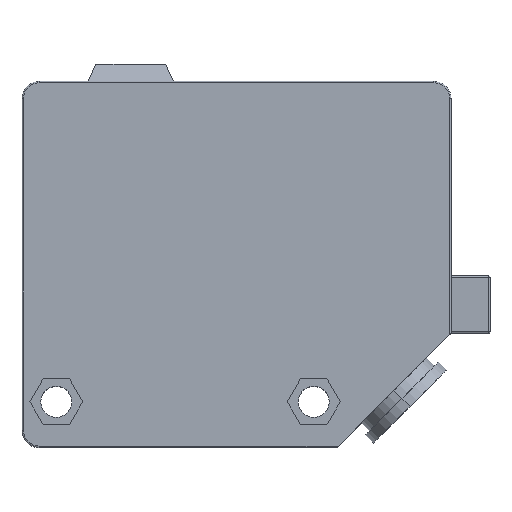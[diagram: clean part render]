
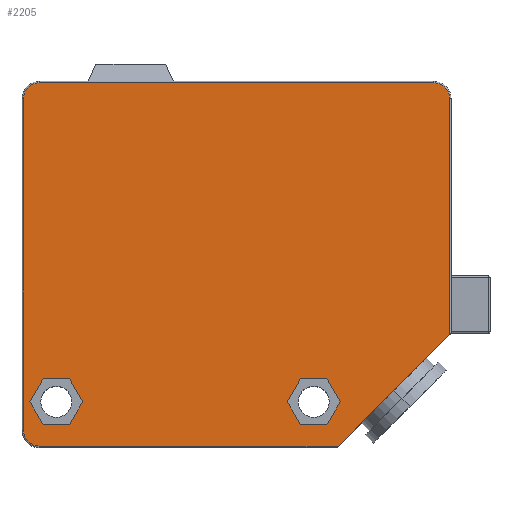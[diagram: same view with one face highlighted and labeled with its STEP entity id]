
A CAD part, top view. The second image highlights one B-rep face of the part: STEP entity #2205.
In plain terms, the highlighted planar face has unit normal (0, 0, 1).
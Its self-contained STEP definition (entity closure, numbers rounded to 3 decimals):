
#56=DIRECTION('',(-0.5,-0.866,0.));
#57=VECTOR('',#56,4.619);
#58=CARTESIAN_POINT('',(-33.809,-20.,12.5));
#59=LINE('',#58,#57);
#64=DIRECTION('',(0.5,-0.866,0.));
#65=VECTOR('',#64,4.619);
#66=CARTESIAN_POINT('',(-36.119,-24.,12.5));
#67=LINE('',#66,#65);
#71=DIRECTION('',(1.,0.,0.));
#72=VECTOR('',#71,4.619);
#73=CARTESIAN_POINT('',(-33.809,-28.,12.5));
#74=LINE('',#73,#72);
#78=DIRECTION('',(0.5,0.866,0.));
#79=VECTOR('',#78,4.619);
#80=CARTESIAN_POINT('',(-29.191,-28.,12.5));
#81=LINE('',#80,#79);
#85=DIRECTION('',(-0.5,0.866,0.));
#86=VECTOR('',#85,4.619);
#87=CARTESIAN_POINT('',(-26.881,-24.,12.5));
#88=LINE('',#87,#86);
#92=DIRECTION('',(-1.,0.,0.));
#93=VECTOR('',#92,4.619);
#94=CARTESIAN_POINT('',(-29.191,-20.,12.5));
#95=LINE('',#94,#93);
#99=DIRECTION('',(-0.5,-0.866,0.));
#100=VECTOR('',#99,4.619);
#101=CARTESIAN_POINT('',(11.191,-20.,12.5));
#102=LINE('',#101,#100);
#106=DIRECTION('',(0.5,-0.866,0.));
#107=VECTOR('',#106,4.619);
#108=CARTESIAN_POINT('',(8.881,-24.,12.5));
#109=LINE('',#108,#107);
#113=DIRECTION('',(1.,0.,0.));
#114=VECTOR('',#113,4.619);
#115=CARTESIAN_POINT('',(11.191,-28.,12.5));
#116=LINE('',#115,#114);
#120=DIRECTION('',(0.5,0.866,0.));
#121=VECTOR('',#120,4.619);
#122=CARTESIAN_POINT('',(15.809,-28.,12.5));
#123=LINE('',#122,#121);
#127=DIRECTION('',(-0.5,0.866,0.));
#128=VECTOR('',#127,4.619);
#129=CARTESIAN_POINT('',(18.119,-24.,12.5));
#130=LINE('',#129,#128);
#134=DIRECTION('',(-1.,0.,0.));
#135=VECTOR('',#134,4.619);
#136=CARTESIAN_POINT('',(15.809,-20.,12.5));
#137=LINE('',#136,#135);
#141=DIRECTION('',(1.,0.,0.));
#142=VECTOR('',#141,52.25);
#143=CARTESIAN_POINT('',(-34.5,-31.75,12.5));
#144=LINE('',#143,#142);
#148=CARTESIAN_POINT('',(-34.5,-29.,12.5));
#149=DIRECTION('',(0.,0.,1.));
#150=DIRECTION('',(-1.,0.,0.));
#151=AXIS2_PLACEMENT_3D('',#148,#149,#150);
#156=DIRECTION('',(0.,-1.,0.));
#157=VECTOR('',#156,58.);
#158=CARTESIAN_POINT('',(-37.25,29.,12.5));
#159=LINE('',#158,#157);
#163=CARTESIAN_POINT('',(-34.5,29.,12.5));
#164=DIRECTION('',(0.,0.,1.));
#165=DIRECTION('',(0.,1.,0.));
#166=AXIS2_PLACEMENT_3D('',#163,#164,#165);
#171=DIRECTION('',(-1.,0.,0.));
#172=VECTOR('',#171,69.);
#173=CARTESIAN_POINT('',(34.5,31.75,12.5));
#174=LINE('',#173,#172);
#178=CARTESIAN_POINT('',(34.5,29.,12.5));
#179=DIRECTION('',(0.,0.,1.));
#180=DIRECTION('',(1.,0.,0.));
#181=AXIS2_PLACEMENT_3D('',#178,#179,#180);
#186=DIRECTION('',(0.,1.,0.));
#187=VECTOR('',#186,41.25);
#188=CARTESIAN_POINT('',(37.25,-12.25,12.5));
#189=LINE('',#188,#187);
#193=DIRECTION('',(0.707,0.707,0.));
#194=VECTOR('',#193,27.577);
#195=CARTESIAN_POINT('',(17.75,-31.75,12.5));
#196=LINE('',#195,#194);
#773=CARTESIAN_POINT('',(17.75,-31.75,12.5));
#786=CARTESIAN_POINT('',(37.25,-12.25,12.5));
#1898=CARTESIAN_POINT('',(-33.809,-20.,12.5));
#1899=CARTESIAN_POINT('',(-36.119,-24.,12.5));
#1900=VERTEX_POINT('',#1898);
#1901=VERTEX_POINT('',#1899);
#1902=CARTESIAN_POINT('',(-33.809,-28.,12.5));
#1903=VERTEX_POINT('',#1902);
#1904=CARTESIAN_POINT('',(-29.191,-28.,12.5));
#1905=VERTEX_POINT('',#1904);
#1906=CARTESIAN_POINT('',(-26.881,-24.,12.5));
#1907=VERTEX_POINT('',#1906);
#1908=CARTESIAN_POINT('',(-29.191,-20.,12.5));
#1909=VERTEX_POINT('',#1908);
#2026=VERTEX_POINT('',#773);
#2030=CARTESIAN_POINT('',(-34.5,-31.75,12.5));
#2031=VERTEX_POINT('',#2030);
#2032=CARTESIAN_POINT('',(-37.25,-29.,12.5));
#2033=VERTEX_POINT('',#2032);
#2036=CARTESIAN_POINT('',(-37.25,29.,12.5));
#2037=VERTEX_POINT('',#2036);
#2040=CARTESIAN_POINT('',(-34.5,31.75,12.5));
#2041=VERTEX_POINT('',#2040);
#2044=CARTESIAN_POINT('',(34.5,31.75,12.5));
#2045=VERTEX_POINT('',#2044);
#2048=CARTESIAN_POINT('',(37.25,29.,12.5));
#2049=VERTEX_POINT('',#2048);
#2053=VERTEX_POINT('',#786);
#2094=CARTESIAN_POINT('',(11.191,-20.,12.5));
#2095=CARTESIAN_POINT('',(8.881,-24.,12.5));
#2096=VERTEX_POINT('',#2094);
#2097=VERTEX_POINT('',#2095);
#2098=CARTESIAN_POINT('',(11.191,-28.,12.5));
#2099=VERTEX_POINT('',#2098);
#2100=CARTESIAN_POINT('',(15.809,-28.,12.5));
#2101=VERTEX_POINT('',#2100);
#2102=CARTESIAN_POINT('',(18.119,-24.,12.5));
#2103=VERTEX_POINT('',#2102);
#2104=CARTESIAN_POINT('',(15.809,-20.,12.5));
#2105=VERTEX_POINT('',#2104);
#2154=CARTESIAN_POINT('',(0.,0.,12.5));
#2155=DIRECTION('',(0.,0.,1.));
#2156=DIRECTION('',(1.,0.,0.));
#2157=AXIS2_PLACEMENT_3D('',#2154,#2155,#2156);
#2158=PLANE('',#2157);
#2160=ORIENTED_EDGE('',*,*,#2159,.F.);
#2162=ORIENTED_EDGE('',*,*,#2161,.F.);
#2164=ORIENTED_EDGE('',*,*,#2163,.F.);
#2166=ORIENTED_EDGE('',*,*,#2165,.F.);
#2168=ORIENTED_EDGE('',*,*,#2167,.F.);
#2170=ORIENTED_EDGE('',*,*,#2169,.F.);
#2172=ORIENTED_EDGE('',*,*,#2171,.F.);
#2174=ORIENTED_EDGE('',*,*,#2173,.F.);
#2175=EDGE_LOOP('',(#2160,#2162,#2164,#2166,#2168,#2170,#2172,#2174));
#2176=FACE_OUTER_BOUND('',#2175,.F.);
#2178=ORIENTED_EDGE('',*,*,#2177,.T.);
#2180=ORIENTED_EDGE('',*,*,#2179,.T.);
#2182=ORIENTED_EDGE('',*,*,#2181,.T.);
#2184=ORIENTED_EDGE('',*,*,#2183,.T.);
#2186=ORIENTED_EDGE('',*,*,#2185,.T.);
#2188=ORIENTED_EDGE('',*,*,#2187,.T.);
#2189=EDGE_LOOP('',(#2178,#2180,#2182,#2184,#2186,#2188));
#2190=FACE_BOUND('',#2189,.F.);
#2192=ORIENTED_EDGE('',*,*,#2191,.T.);
#2194=ORIENTED_EDGE('',*,*,#2193,.T.);
#2196=ORIENTED_EDGE('',*,*,#2195,.T.);
#2198=ORIENTED_EDGE('',*,*,#2197,.T.);
#2200=ORIENTED_EDGE('',*,*,#2199,.T.);
#2202=ORIENTED_EDGE('',*,*,#2201,.T.);
#2203=EDGE_LOOP('',(#2192,#2194,#2196,#2198,#2200,#2202));
#2204=FACE_BOUND('',#2203,.F.);
#2205=ADVANCED_FACE('',(#2176,#2190,#2204),#2158,.T.);
#152=CIRCLE('',#151,2.75);
#167=CIRCLE('',#166,2.75);
#182=CIRCLE('',#181,2.75);
#2159=EDGE_CURVE('',#2031,#2026,#144,.T.);
#2161=EDGE_CURVE('',#2033,#2031,#152,.T.);
#2163=EDGE_CURVE('',#2037,#2033,#159,.T.);
#2165=EDGE_CURVE('',#2041,#2037,#167,.T.);
#2167=EDGE_CURVE('',#2045,#2041,#174,.T.);
#2169=EDGE_CURVE('',#2049,#2045,#182,.T.);
#2171=EDGE_CURVE('',#2053,#2049,#189,.T.);
#2173=EDGE_CURVE('',#2026,#2053,#196,.T.);
#2177=EDGE_CURVE('',#1900,#1901,#59,.T.);
#2179=EDGE_CURVE('',#1901,#1903,#67,.T.);
#2181=EDGE_CURVE('',#1903,#1905,#74,.T.);
#2183=EDGE_CURVE('',#1905,#1907,#81,.T.);
#2185=EDGE_CURVE('',#1907,#1909,#88,.T.);
#2187=EDGE_CURVE('',#1909,#1900,#95,.T.);
#2191=EDGE_CURVE('',#2096,#2097,#102,.T.);
#2193=EDGE_CURVE('',#2097,#2099,#109,.T.);
#2195=EDGE_CURVE('',#2099,#2101,#116,.T.);
#2197=EDGE_CURVE('',#2101,#2103,#123,.T.);
#2199=EDGE_CURVE('',#2103,#2105,#130,.T.);
#2201=EDGE_CURVE('',#2105,#2096,#137,.T.);
